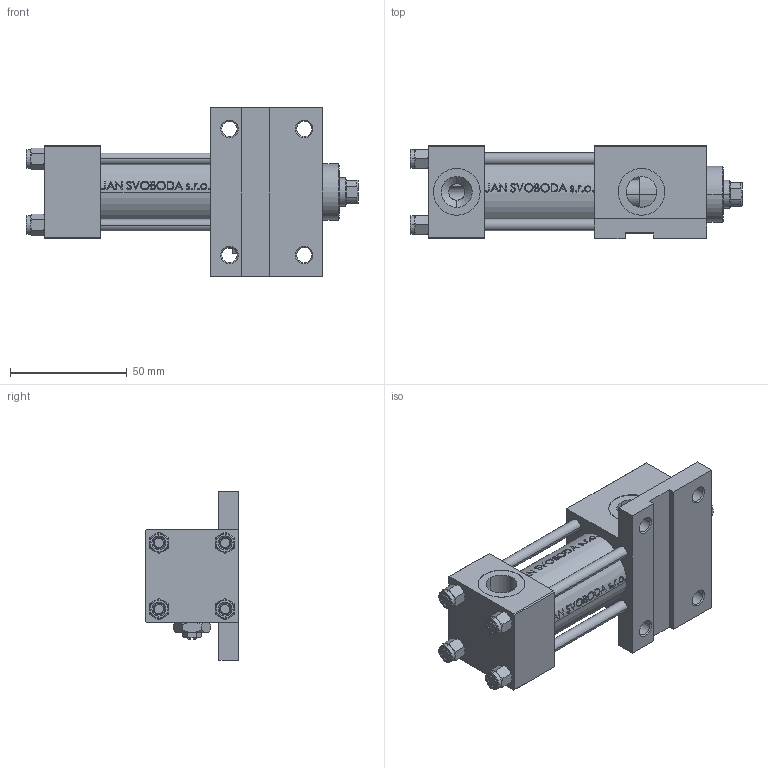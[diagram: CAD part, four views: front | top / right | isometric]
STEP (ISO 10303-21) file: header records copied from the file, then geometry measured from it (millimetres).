
FILE_DESCRIPTION (( 'STEP AP203' ), '1' );
FILE_NAME ('059c.STEP', '2024-10-07T11:48:13', ( '' ), ( '' ), 'SwSTEP 2.0', 'SolidWorks 2019', '' );
FILE_SCHEMA (( 'CONFIG_CONTROL_DESIGN' ));
Length unit declared in the file: millimetre
Products named in the file (7): V215CR_F_Body cec5b8a48e3837b332dfc2a79a64af54; Zatka_pro_OIL_PORT cec5b8a48e3837b332dfc2a79a64af54; V215CR_F_TYCINKA cec5b8a48e3837b332dfc2a79a64af54; V215_VC_A cec5b8a48e3837b332dfc2a79a64af54; V215CR_VCP_F cec5b8a48e3837b332dfc2a79a64af54; 059c; NUT_M5_F cec5b8a48e3837b332dfc2a79a64af54
Assembly tree (12 placements, depth 2):
  059c
    V215CR_F_Body cec5b8a48e3837b332dfc2a79a64af54
    V215CR_VCP_F cec5b8a48e3837b332dfc2a79a64af54
    V215CR_F_TYCINKA cec5b8a48e3837b332dfc2a79a64af54  x4
    NUT_M5_F cec5b8a48e3837b332dfc2a79a64af54  x4
    V215_VC_A cec5b8a48e3837b332dfc2a79a64af54
    Zatka_pro_OIL_PORT cec5b8a48e3837b332dfc2a79a64af54
Bounding box: 142 x 40 x 72 mm (x, y, z)
Volume: 151863.3 mm3; surface area: 59188.9 mm2
Topology: 12 solids, 12 shells, 1150 faces, 2840 edges, 1829 vertices
Faces by surface type: plane 460, bspline 380, cone 172, cylinder 130, torus 8
Entity records: 49261 total; most frequent: CARTESIAN_POINT 26429, ORIENTED_EDGE 5172, DIRECTION 3302, EDGE_CURVE 2586, VERTEX_POINT 1685, VECTOR 1314, LINE 1314, EDGE_LOOP 1167
